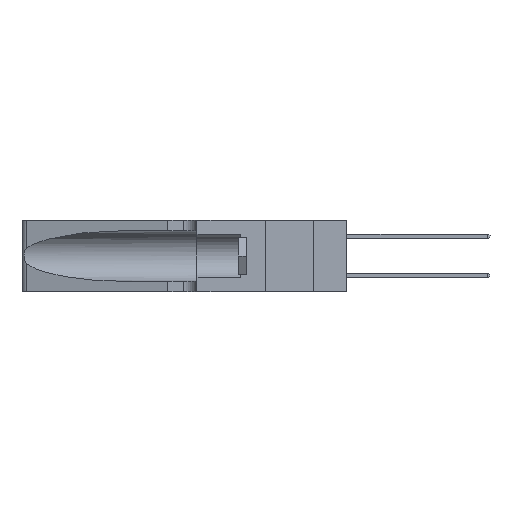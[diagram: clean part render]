
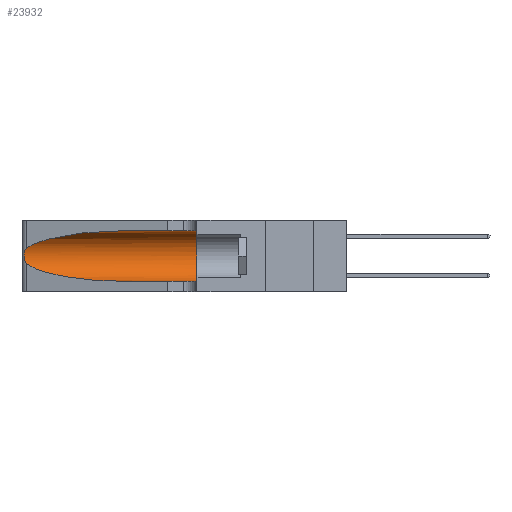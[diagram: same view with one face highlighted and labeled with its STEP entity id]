
A CAD part, left-side view. The second image highlights one B-rep face of the part: STEP entity #23932.
In plain terms, the highlighted cylindrical face has radius 3.308 mm (diameter 6.617 mm), a partial arc.
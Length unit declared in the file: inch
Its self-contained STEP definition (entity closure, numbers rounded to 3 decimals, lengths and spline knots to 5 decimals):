
#271 = VERTEX_POINT ( 'NONE', #12087 ) ;
#982 = DIRECTION ( 'NONE',  ( 0., 0., -1. ) ) ;
#1207 = ORIENTED_EDGE ( 'NONE', *, *, #25053, .T. ) ;
#1531 = CARTESIAN_POINT ( 'NONE',  ( 0.1305, 0.72297, 0.31525 ) ) ;
#1669 = CARTESIAN_POINT ( 'NONE',  ( 0.1305, 0.72297, 0.31525 ) ) ;
#3075 = CARTESIAN_POINT ( 'NONE',  ( 0.26075, 1.23896, 0.178 ) ) ;
#5073 = EDGE_CURVE ( 'NONE', #13387, #271, #20095, .T. ) ;
#7293 = CARTESIAN_POINT ( 'NONE',  ( 0.1305, 0.35, 0.05475 ) ) ;
#7652 = ORIENTED_EDGE ( 'NONE', *, *, #22146, .T. ) ;
#7709 = EDGE_CURVE ( 'NONE', #271, #22606, #31378, .T. ) ;
#7723 = CARTESIAN_POINT ( 'NONE',  ( 0.25639, 1.23186, 0.15144 ) ) ;
#8803 =( BOUNDED_CURVE ( )  B_SPLINE_CURVE ( 3, ( #1669, #28804, #23640, #25870 ),
 .UNSPECIFIED., .F., .F. ) 
 B_SPLINE_CURVE_WITH_KNOTS ( ( 4, 4 ),
 ( 1.5708, 2.84003 ),
 .UNSPECIFIED. ) 
 CURVE ( )  GEOMETRIC_REPRESENTATION_ITEM ( )  RATIONAL_B_SPLINE_CURVE ( ( 1., 0.87, 0.87, 1. ) ) 
 REPRESENTATION_ITEM ( '' )  );
#9948 = EDGE_CURVE ( 'NONE', #31894, #22606, #21199, .T. ) ;
#11150 = CARTESIAN_POINT ( 'NONE',  ( 0.25639, 1.23184, 0.21858 ) ) ;
#11740 = VERTEX_POINT ( 'NONE', #16720 ) ;
#12087 = CARTESIAN_POINT ( 'NONE',  ( 0.1305, 0.35, 0.31525 ) ) ;
#12417 = DIRECTION ( 'NONE',  ( 0., -1., 0. ) ) ;
#13387 = VERTEX_POINT ( 'NONE', #1531 ) ;
#13724 = DIRECTION ( 'NONE',  ( 0., 1., 0. ) ) ;
#13827 = CARTESIAN_POINT ( 'NONE',  ( 0.1305, 0.72297, 0.05475 ) ) ;
#15117 = CARTESIAN_POINT ( 'NONE',  ( 0.1305, 0.72297, 0.05475 ) ) ;
#15878 = CARTESIAN_POINT ( 'NONE',  ( 0.25854, 1.2359, 0.20912 ) ) ;
#16430 = CARTESIAN_POINT ( 'NONE',  ( 0.25487, 1.22718, 0.14631 ) ) ;
#16463 = CARTESIAN_POINT ( 'NONE',  ( 0.26017, 1.23833, 0.17102 ) ) ;
#16574 = CARTESIAN_POINT ( 'NONE',  ( 0.26018, 1.23835, 0.19895 ) ) ;
#16720 = CARTESIAN_POINT ( 'NONE',  ( 0.25487, 1.22718, 0.14631 ) ) ;
#17487 = EDGE_CURVE ( 'NONE', #13387, #20544, #8803, .T. ) ;
#18146 = CARTESIAN_POINT ( 'NONE',  ( 0.1305, 1.61858, 0.31525 ) ) ;
#18360 = CARTESIAN_POINT ( 'NONE',  ( 0.25787, 1.23484, 0.2124 ) ) ;
#18461 = ORIENTED_EDGE ( 'NONE', *, *, #9948, .T. ) ;
#19180 = CARTESIAN_POINT ( 'NONE',  ( 0.2373, 1.15595, 0.08982 ) ) ;
#19401 = CARTESIAN_POINT ( 'NONE',  ( 0.1305, 0.35, 0.185 ) ) ;
#19660 = VECTOR ( 'NONE', #12417, 39.37008 ) ;
#20083 = FACE_OUTER_BOUND ( 'NONE', #23697, .T. ) ;
#20095 = LINE ( 'NONE', #18146, #19660 ) ;
#20544 = VERTEX_POINT ( 'NONE', #31856 ) ;
#20823 = AXIS2_PLACEMENT_3D ( 'NONE', #19401, #13724, #32666 ) ;
#21012 = B_SPLINE_CURVE_WITH_KNOTS ( 'NONE', 3,
 ( #21127, #21821, #11150, #18360, #15878, #16574, #32698, #3075, #16463, #23984, #22046, #7723, #34609, #26674 ),
 .UNSPECIFIED., .F., .F.,
 ( 4, 2, 2, 2, 2, 2, 4 ),
 ( 0., 0.00027, 0.00053, 0.00107, 0.0016, 0.00187, 0.00214 ),
 .UNSPECIFIED. ) ;
#21127 = CARTESIAN_POINT ( 'NONE',  ( 0.25487, 1.22718, 0.22369 ) ) ;
#21199 = LINE ( 'NONE', #31459, #29634 ) ;
#21821 = CARTESIAN_POINT ( 'NONE',  ( 0.25555, 1.22994, 0.2215 ) ) ;
#22046 = CARTESIAN_POINT ( 'NONE',  ( 0.25789, 1.23486, 0.15765 ) ) ;
#22146 = EDGE_CURVE ( 'NONE', #11740, #31894, #31388, .T. ) ;
#22606 = VERTEX_POINT ( 'NONE', #7293 ) ;
#23640 = CARTESIAN_POINT ( 'NONE',  ( 0.2373, 1.15595, 0.28018 ) ) ;
#23697 = EDGE_LOOP ( 'NONE', ( #31456, #1207, #7652, #18461, #33511, #32389 ) ) ;
#23932 = ADVANCED_FACE ( 'NONE', ( #20083 ), #27304, .F. ) ;
#23984 = CARTESIAN_POINT ( 'NONE',  ( 0.25856, 1.23593, 0.16098 ) ) ;
#25053 = EDGE_CURVE ( 'NONE', #20544, #11740, #21012, .T. ) ;
#25208 = CARTESIAN_POINT ( 'NONE',  ( 0.1305, 1.61858, 0.185 ) ) ;
#25444 = DIRECTION ( 'NONE',  ( 0., -1., 0. ) ) ;
#25870 = CARTESIAN_POINT ( 'NONE',  ( 0.25487, 1.22718, 0.22369 ) ) ;
#26674 = CARTESIAN_POINT ( 'NONE',  ( 0.25487, 1.22718, 0.14631 ) ) ;
#27304 = CYLINDRICAL_SURFACE ( 'NONE', #31751, 0.13025 ) ;
#28804 = CARTESIAN_POINT ( 'NONE',  ( 0.18966, 0.96281, 0.31525 ) ) ;
#28867 = DIRECTION ( 'NONE',  ( 0., -1., 0. ) ) ;
#29634 = VECTOR ( 'NONE', #28867, 39.37008 ) ;
#30051 = CARTESIAN_POINT ( 'NONE',  ( 0.18966, 0.96281, 0.05475 ) ) ;
#31378 = CIRCLE ( 'NONE', #20823, 0.13025 ) ;
#31388 =( BOUNDED_CURVE ( )  B_SPLINE_CURVE ( 3, ( #16430, #19180, #30051, #13827 ),
 .UNSPECIFIED., .F., .F. ) 
 B_SPLINE_CURVE_WITH_KNOTS ( ( 4, 4 ),
 ( 3.44316, 4.71239 ),
 .UNSPECIFIED. ) 
 CURVE ( )  GEOMETRIC_REPRESENTATION_ITEM ( )  RATIONAL_B_SPLINE_CURVE ( ( 1., 0.87, 0.87, 1. ) ) 
 REPRESENTATION_ITEM ( '' )  );
#31456 = ORIENTED_EDGE ( 'NONE', *, *, #17487, .T. ) ;
#31459 = CARTESIAN_POINT ( 'NONE',  ( 0.1305, 1.61858, 0.05475 ) ) ;
#31751 = AXIS2_PLACEMENT_3D ( 'NONE', #25208, #25444, #982 ) ;
#31856 = CARTESIAN_POINT ( 'NONE',  ( 0.25487, 1.22718, 0.22369 ) ) ;
#31894 = VERTEX_POINT ( 'NONE', #15117 ) ;
#32389 = ORIENTED_EDGE ( 'NONE', *, *, #5073, .F. ) ;
#32666 = DIRECTION ( 'NONE',  ( 0., 0., 1. ) ) ;
#32698 = CARTESIAN_POINT ( 'NONE',  ( 0.26075, 1.23896, 0.19203 ) ) ;
#33511 = ORIENTED_EDGE ( 'NONE', *, *, #7709, .F. ) ;
#34609 = CARTESIAN_POINT ( 'NONE',  ( 0.25555, 1.22993, 0.14849 ) ) ;
